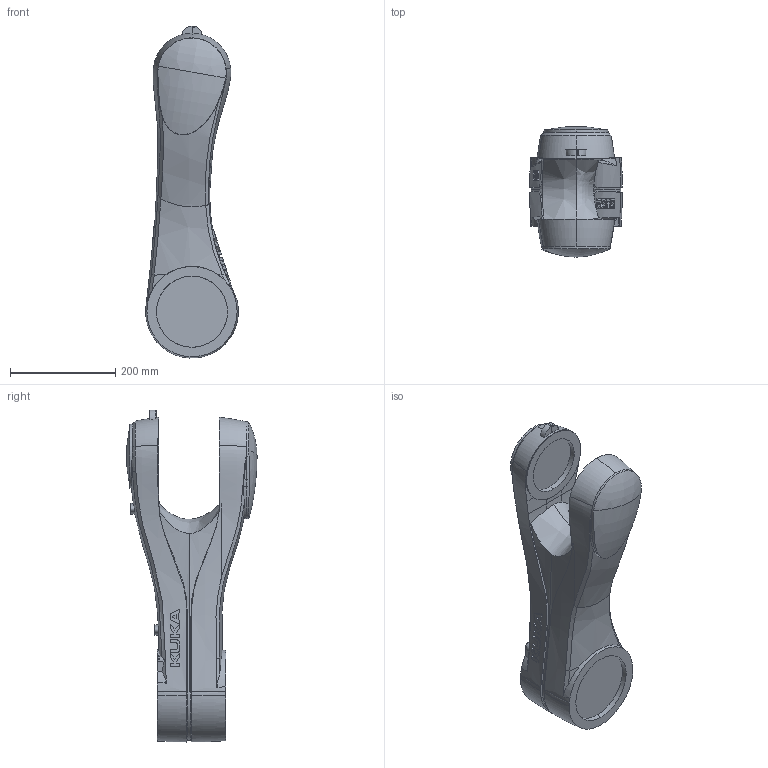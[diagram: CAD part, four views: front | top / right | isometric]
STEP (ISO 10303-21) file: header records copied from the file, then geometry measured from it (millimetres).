
FILE_DESCRIPTION (( 'STEP AP203' ), '1' );
FILE_NAME ('KR6_KR10_R900_sixx_CR-Link_2_1.STEP', '2017-09-04T11:07:29', ( '' ), ( '' ), 'SwSTEP 2.0', 'SolidWorks 2016', '' );
FILE_SCHEMA (( 'CONFIG_CONTROL_DESIGN' ));
Length unit declared in the file: millimetre
Products named in the file (1): KR6_KR10_R900_sixx_CR-Link_2_1
Bounding box: 175.98 x 247.3 x 630.41 mm (x, y, z)
Volume: 9128848.9 mm3; surface area: 401926.3 mm2
Topology: 2 solids, 2 shells, 298 faces, 793 edges, 521 vertices
Faces by surface type: plane 155, bspline 91, cylinder 26, torus 18, cone 8
Entity records: 29675 total; most frequent: CARTESIAN_POINT 23443, ORIENTED_EDGE 1586, EDGE_CURVE 793, DIRECTION 733, VERTEX_POINT 521, B_SPLINE_CURVE_WITH_KNOTS 488, EDGE_LOOP 320, ADVANCED_FACE 297
